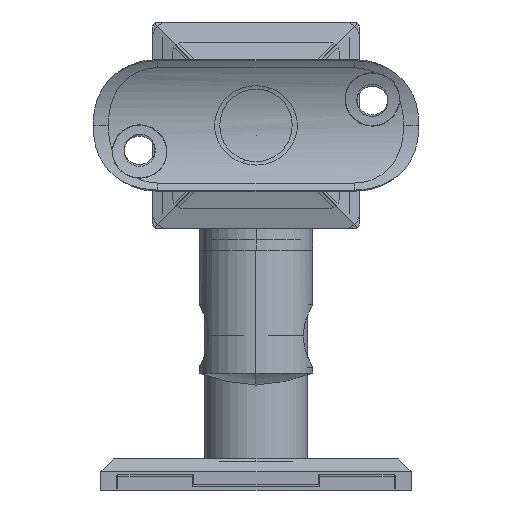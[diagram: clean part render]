
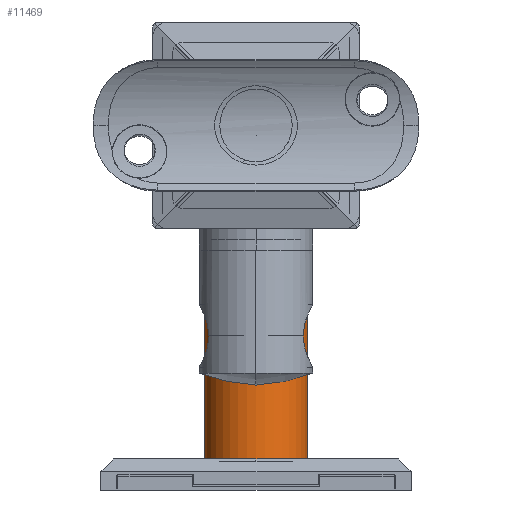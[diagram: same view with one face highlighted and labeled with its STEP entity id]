
A CAD part, front view. The second image highlights one B-rep face of the part: STEP entity #11469.
In plain terms, the highlighted cylindrical face has radius 10 mm (diameter 20 mm), a partial arc.
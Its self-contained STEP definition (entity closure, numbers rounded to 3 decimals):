
#1192 = CIRCLE ( 'NONE', #11192, 10. ) ;
#1279 = CARTESIAN_POINT ( 'NONE',  ( 0., -22.5, 10. ) ) ;
#1387 = CIRCLE ( 'NONE', #6536, 10. ) ;
#2023 = AXIS2_PLACEMENT_3D ( 'NONE', #6218, #7285, #15513 ) ;
#2581 = DIRECTION ( 'NONE',  ( 0., 1., 0. ) ) ;
#3865 = DIRECTION ( 'NONE',  ( 0., 1., 0. ) ) ;
#4253 = CARTESIAN_POINT ( 'NONE',  ( 0., 22.5, -10. ) ) ;
#4372 = VECTOR ( 'NONE', #3865, 1000. ) ;
#4699 = VECTOR ( 'NONE', #9325, 1000. ) ;
#4771 = FACE_OUTER_BOUND ( 'NONE', #8322, .T. ) ;
#5135 = CARTESIAN_POINT ( 'NONE',  ( 0., -22.5, 0. ) ) ;
#5208 = CARTESIAN_POINT ( 'NONE',  ( 0., -22.5, -10. ) ) ;
#5432 = ORIENTED_EDGE ( 'NONE', *, *, #11618, .T. ) ;
#6218 = CARTESIAN_POINT ( 'NONE',  ( 0., -22.5, 0. ) ) ;
#6536 = AXIS2_PLACEMENT_3D ( 'NONE', #16428, #2581, #14934 ) ;
#6726 = VERTEX_POINT ( 'NONE', #9487 ) ;
#7020 = VERTEX_POINT ( 'NONE', #9999 ) ;
#7285 = DIRECTION ( 'NONE',  ( 0., 1., 0. ) ) ;
#7391 = VERTEX_POINT ( 'NONE', #4253 ) ;
#8322 = EDGE_LOOP ( 'NONE', ( #9663, #5432, #10818, #14333 ) ) ;
#9325 = DIRECTION ( 'NONE',  ( 0., 1., 0. ) ) ;
#9487 = CARTESIAN_POINT ( 'NONE',  ( 0., 22.5, 10. ) ) ;
#9663 = ORIENTED_EDGE ( 'NONE', *, *, #14954, .F. ) ;
#9999 = CARTESIAN_POINT ( 'NONE',  ( 0., -22.5, -10. ) ) ;
#10235 = CYLINDRICAL_SURFACE ( 'NONE', #2023, 10. ) ;
#10391 = EDGE_CURVE ( 'NONE', #7391, #6726, #1387, .T. ) ;
#10578 = VERTEX_POINT ( 'NONE', #16962 ) ;
#10775 = DIRECTION ( 'NONE',  ( 0., 1., 0. ) ) ;
#10818 = ORIENTED_EDGE ( 'NONE', *, *, #14984, .T. ) ;
#11192 = AXIS2_PLACEMENT_3D ( 'NONE', #5135, #10775, #17567 ) ;
#11469 = ADVANCED_FACE ( 'NONE', ( #4771 ), #10235, .T. ) ;
#11618 = EDGE_CURVE ( 'NONE', #7020, #10578, #1192, .T. ) ;
#14333 = ORIENTED_EDGE ( 'NONE', *, *, #10391, .F. ) ;
#14934 = DIRECTION ( 'NONE',  ( 1., 0., 0. ) ) ;
#14954 = EDGE_CURVE ( 'NONE', #7020, #7391, #17459, .T. ) ;
#14984 = EDGE_CURVE ( 'NONE', #10578, #6726, #16204, .T. ) ;
#15513 = DIRECTION ( 'NONE',  ( 0., 0., 1. ) ) ;
#16204 = LINE ( 'NONE', #1279, #4372 ) ;
#16428 = CARTESIAN_POINT ( 'NONE',  ( 0., 22.5, 0. ) ) ;
#16962 = CARTESIAN_POINT ( 'NONE',  ( 0., -22.5, 10. ) ) ;
#17459 = LINE ( 'NONE', #5208, #4699 ) ;
#17567 = DIRECTION ( 'NONE',  ( 1., 0., 0. ) ) ;
